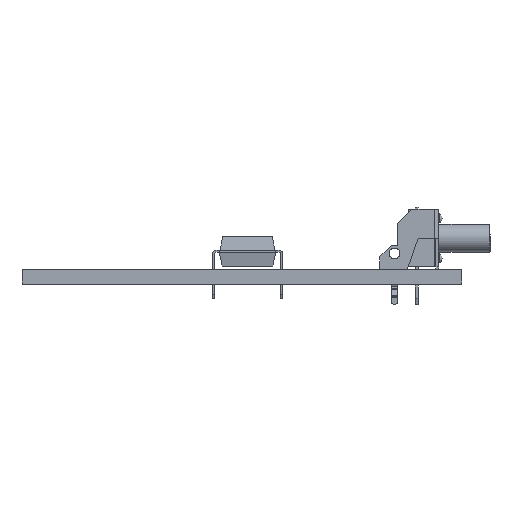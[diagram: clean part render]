
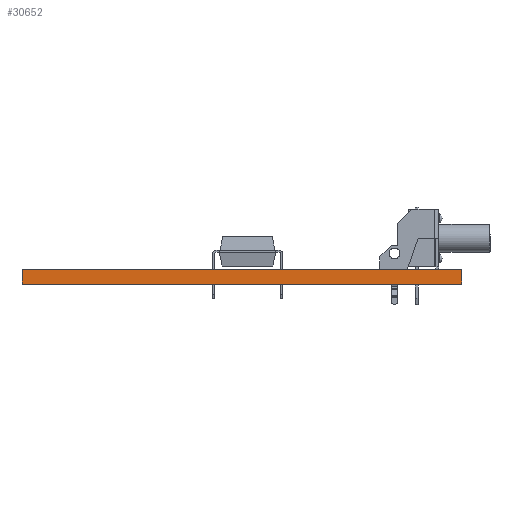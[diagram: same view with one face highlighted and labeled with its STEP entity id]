
A CAD part, left-side view. The second image highlights one B-rep face of the part: STEP entity #30652.
In plain terms, the highlighted planar face has unit normal (-1, 0, 0).
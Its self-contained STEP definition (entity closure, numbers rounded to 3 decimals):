
#30652 = ADVANCED_FACE('',(#30653),#30667,.T.);
#30653 = FACE_BOUND('',#30654,.T.);
#30654 = EDGE_LOOP('',(#30655,#30690,#30718,#30746));
#30655 = ORIENTED_EDGE('',*,*,#30656,.T.);
#30656 = EDGE_CURVE('',#30657,#30659,#30661,.T.);
#30657 = VERTEX_POINT('',#30658);
#30658 = CARTESIAN_POINT('',(0.,0.,0.));
#30659 = VERTEX_POINT('',#30660);
#30660 = CARTESIAN_POINT('',(0.,0.,1.6));
#30661 = SURFACE_CURVE('',#30662,(#30666,#30678),.PCURVE_S1.);
#30662 = LINE('',#30663,#30664);
#30663 = CARTESIAN_POINT('',(0.,0.,0.));
#30664 = VECTOR('',#30665,1.);
#30665 = DIRECTION('',(0.,0.,1.));
#30666 = PCURVE('',#30667,#30672);
#30667 = PLANE('',#30668);
#30668 = AXIS2_PLACEMENT_3D('',#30669,#30670,#30671);
#30669 = CARTESIAN_POINT('',(0.,0.,0.));
#30670 = DIRECTION('',(-1.,0.,0.));
#30671 = DIRECTION('',(0.,1.,0.));
#30672 = DEFINITIONAL_REPRESENTATION('',(#30673),#30677);
#30673 = LINE('',#30674,#30675);
#30674 = CARTESIAN_POINT('',(0.,0.));
#30675 = VECTOR('',#30676,1.);
#30676 = DIRECTION('',(0.,-1.));
#30677 = ( GEOMETRIC_REPRESENTATION_CONTEXT(2) 
PARAMETRIC_REPRESENTATION_CONTEXT() REPRESENTATION_CONTEXT('2D SPACE',''
  ) );
#30678 = PCURVE('',#30679,#30684);
#30679 = PLANE('',#30680);
#30680 = AXIS2_PLACEMENT_3D('',#30681,#30682,#30683);
#30681 = CARTESIAN_POINT('',(86.36,0.,0.));
#30682 = DIRECTION('',(0.,-1.,0.));
#30683 = DIRECTION('',(-1.,0.,0.));
#30684 = DEFINITIONAL_REPRESENTATION('',(#30685),#30689);
#30685 = LINE('',#30686,#30687);
#30686 = CARTESIAN_POINT('',(86.36,0.));
#30687 = VECTOR('',#30688,1.);
#30688 = DIRECTION('',(0.,-1.));
#30689 = ( GEOMETRIC_REPRESENTATION_CONTEXT(2) 
PARAMETRIC_REPRESENTATION_CONTEXT() REPRESENTATION_CONTEXT('2D SPACE',''
  ) );
#30690 = ORIENTED_EDGE('',*,*,#30691,.T.);
#30691 = EDGE_CURVE('',#30659,#30692,#30694,.T.);
#30692 = VERTEX_POINT('',#30693);
#30693 = CARTESIAN_POINT('',(0.,49.53,1.6));
#30694 = SURFACE_CURVE('',#30695,(#30699,#30706),.PCURVE_S1.);
#30695 = LINE('',#30696,#30697);
#30696 = CARTESIAN_POINT('',(0.,0.,1.6));
#30697 = VECTOR('',#30698,1.);
#30698 = DIRECTION('',(0.,1.,0.));
#30699 = PCURVE('',#30667,#30700);
#30700 = DEFINITIONAL_REPRESENTATION('',(#30701),#30705);
#30701 = LINE('',#30702,#30703);
#30702 = CARTESIAN_POINT('',(0.,-1.6));
#30703 = VECTOR('',#30704,1.);
#30704 = DIRECTION('',(1.,0.));
#30705 = ( GEOMETRIC_REPRESENTATION_CONTEXT(2) 
PARAMETRIC_REPRESENTATION_CONTEXT() REPRESENTATION_CONTEXT('2D SPACE',''
  ) );
#30706 = PCURVE('',#30707,#30712);
#30707 = PLANE('',#30708);
#30708 = AXIS2_PLACEMENT_3D('',#30709,#30710,#30711);
#30709 = CARTESIAN_POINT('',(43.18,24.765,1.6));
#30710 = DIRECTION('',(0.,0.,-1.));
#30711 = DIRECTION('',(-1.,0.,0.));
#30712 = DEFINITIONAL_REPRESENTATION('',(#30713),#30717);
#30713 = LINE('',#30714,#30715);
#30714 = CARTESIAN_POINT('',(43.18,-24.765));
#30715 = VECTOR('',#30716,1.);
#30716 = DIRECTION('',(0.,1.));
#30717 = ( GEOMETRIC_REPRESENTATION_CONTEXT(2) 
PARAMETRIC_REPRESENTATION_CONTEXT() REPRESENTATION_CONTEXT('2D SPACE',''
  ) );
#30718 = ORIENTED_EDGE('',*,*,#30719,.F.);
#30719 = EDGE_CURVE('',#30720,#30692,#30722,.T.);
#30720 = VERTEX_POINT('',#30721);
#30721 = CARTESIAN_POINT('',(0.,49.53,0.));
#30722 = SURFACE_CURVE('',#30723,(#30727,#30734),.PCURVE_S1.);
#30723 = LINE('',#30724,#30725);
#30724 = CARTESIAN_POINT('',(0.,49.53,0.));
#30725 = VECTOR('',#30726,1.);
#30726 = DIRECTION('',(0.,0.,1.));
#30727 = PCURVE('',#30667,#30728);
#30728 = DEFINITIONAL_REPRESENTATION('',(#30729),#30733);
#30729 = LINE('',#30730,#30731);
#30730 = CARTESIAN_POINT('',(49.53,0.));
#30731 = VECTOR('',#30732,1.);
#30732 = DIRECTION('',(0.,-1.));
#30733 = ( GEOMETRIC_REPRESENTATION_CONTEXT(2) 
PARAMETRIC_REPRESENTATION_CONTEXT() REPRESENTATION_CONTEXT('2D SPACE',''
  ) );
#30734 = PCURVE('',#30735,#30740);
#30735 = PLANE('',#30736);
#30736 = AXIS2_PLACEMENT_3D('',#30737,#30738,#30739);
#30737 = CARTESIAN_POINT('',(0.,49.53,0.));
#30738 = DIRECTION('',(0.,1.,0.));
#30739 = DIRECTION('',(1.,0.,0.));
#30740 = DEFINITIONAL_REPRESENTATION('',(#30741),#30745);
#30741 = LINE('',#30742,#30743);
#30742 = CARTESIAN_POINT('',(0.,0.));
#30743 = VECTOR('',#30744,1.);
#30744 = DIRECTION('',(0.,-1.));
#30745 = ( GEOMETRIC_REPRESENTATION_CONTEXT(2) 
PARAMETRIC_REPRESENTATION_CONTEXT() REPRESENTATION_CONTEXT('2D SPACE',''
  ) );
#30746 = ORIENTED_EDGE('',*,*,#30747,.F.);
#30747 = EDGE_CURVE('',#30657,#30720,#30748,.T.);
#30748 = SURFACE_CURVE('',#30749,(#30753,#30760),.PCURVE_S1.);
#30749 = LINE('',#30750,#30751);
#30750 = CARTESIAN_POINT('',(0.,0.,0.));
#30751 = VECTOR('',#30752,1.);
#30752 = DIRECTION('',(0.,1.,0.));
#30753 = PCURVE('',#30667,#30754);
#30754 = DEFINITIONAL_REPRESENTATION('',(#30755),#30759);
#30755 = LINE('',#30756,#30757);
#30756 = CARTESIAN_POINT('',(0.,0.));
#30757 = VECTOR('',#30758,1.);
#30758 = DIRECTION('',(1.,0.));
#30759 = ( GEOMETRIC_REPRESENTATION_CONTEXT(2) 
PARAMETRIC_REPRESENTATION_CONTEXT() REPRESENTATION_CONTEXT('2D SPACE',''
  ) );
#30760 = PCURVE('',#30761,#30766);
#30761 = PLANE('',#30762);
#30762 = AXIS2_PLACEMENT_3D('',#30763,#30764,#30765);
#30763 = CARTESIAN_POINT('',(43.18,24.765,0.));
#30764 = DIRECTION('',(0.,0.,-1.));
#30765 = DIRECTION('',(-1.,0.,0.));
#30766 = DEFINITIONAL_REPRESENTATION('',(#30767),#30771);
#30767 = LINE('',#30768,#30769);
#30768 = CARTESIAN_POINT('',(43.18,-24.765));
#30769 = VECTOR('',#30770,1.);
#30770 = DIRECTION('',(0.,1.));
#30771 = ( GEOMETRIC_REPRESENTATION_CONTEXT(2) 
PARAMETRIC_REPRESENTATION_CONTEXT() REPRESENTATION_CONTEXT('2D SPACE',''
  ) );
